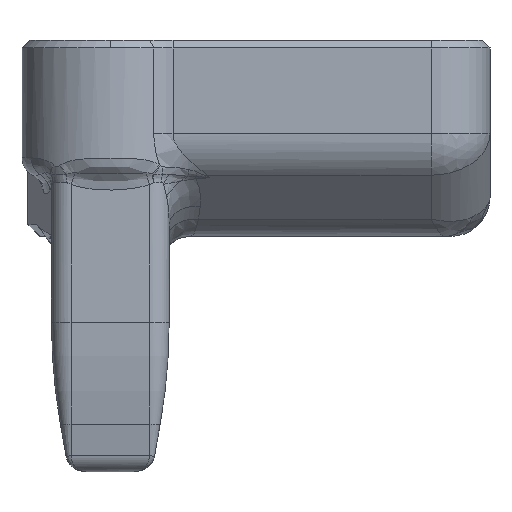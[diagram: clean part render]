
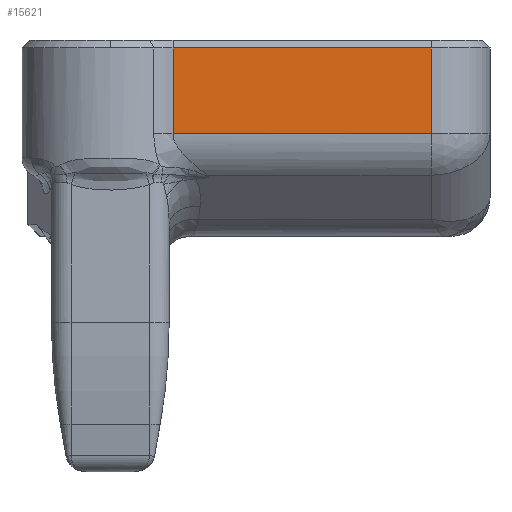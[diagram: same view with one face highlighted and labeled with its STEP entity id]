
A CAD part, left-side view. The second image highlights one B-rep face of the part: STEP entity #15621.
In plain terms, the highlighted planar face has unit normal (-1, 0, 0).
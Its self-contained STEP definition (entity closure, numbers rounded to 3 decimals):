
#432 = DIRECTION ( 'NONE',  ( 0., 0., -1. ) ) ;
#732 = FACE_OUTER_BOUND ( 'NONE', #3077, .T. ) ;
#958 = CARTESIAN_POINT ( 'NONE',  ( 0., 0., 5.243 ) ) ;
#1329 = LINE ( 'NONE', #6448, #16313 ) ;
#1499 = CARTESIAN_POINT ( 'NONE',  ( 0., -10.35, 5.243 ) ) ;
#2108 = LINE ( 'NONE', #12528, #4425 ) ;
#3077 = EDGE_LOOP ( 'NONE', ( #20498, #14524, #15457, #20117 ) ) ;
#3660 = CARTESIAN_POINT ( 'NONE',  ( 0., 0., 9.6 ) ) ;
#3978 = PLANE ( 'NONE',  #16080 ) ;
#4425 = VECTOR ( 'NONE', #14071, 1000. ) ;
#5048 = EDGE_CURVE ( 'NONE', #19473, #21515, #1329, .T. ) ;
#5132 = CARTESIAN_POINT ( 'NONE',  ( 0., 2.805, 9.6 ) ) ;
#5836 = LINE ( 'NONE', #3660, #20997 ) ;
#6448 = CARTESIAN_POINT ( 'NONE',  ( 0., 2.805, 5.243 ) ) ;
#7205 = DIRECTION ( 'NONE',  ( 0., 1., 0. ) ) ;
#7233 = CARTESIAN_POINT ( 'NONE',  ( 0., 2.805, 5.243 ) ) ;
#9540 = VERTEX_POINT ( 'NONE', #16364 ) ;
#11295 = DIRECTION ( 'NONE',  ( 0., -1., 0. ) ) ;
#12400 = DIRECTION ( 'NONE',  ( 0., 0., 1. ) ) ;
#12514 = LINE ( 'NONE', #958, #18268 ) ;
#12528 = CARTESIAN_POINT ( 'NONE',  ( 0., -10.35, 10. ) ) ;
#12844 = DIRECTION ( 'NONE',  ( -1., 0., 0. ) ) ;
#14071 = DIRECTION ( 'NONE',  ( 0., 0., 1. ) ) ;
#14524 = ORIENTED_EDGE ( 'NONE', *, *, #17395, .T. ) ;
#15457 = ORIENTED_EDGE ( 'NONE', *, *, #5048, .T. ) ;
#15621 = ADVANCED_FACE ( 'NONE', ( #732 ), #3978, .T. ) ;
#16080 = AXIS2_PLACEMENT_3D ( 'NONE', #17481, #12844, #12400 ) ;
#16313 = VECTOR ( 'NONE', #432, 1000. ) ;
#16364 = CARTESIAN_POINT ( 'NONE',  ( 0., -10.35, 9.6 ) ) ;
#17395 = EDGE_CURVE ( 'NONE', #9540, #19473, #5836, .T. ) ;
#17481 = CARTESIAN_POINT ( 'NONE',  ( 0., 0., 10. ) ) ;
#18268 = VECTOR ( 'NONE', #11295, 1000. ) ;
#18605 = EDGE_CURVE ( 'NONE', #19845, #9540, #2108, .T. ) ;
#19473 = VERTEX_POINT ( 'NONE', #5132 ) ;
#19845 = VERTEX_POINT ( 'NONE', #1499 ) ;
#20117 = ORIENTED_EDGE ( 'NONE', *, *, #20796, .T. ) ;
#20498 = ORIENTED_EDGE ( 'NONE', *, *, #18605, .T. ) ;
#20796 = EDGE_CURVE ( 'NONE', #21515, #19845, #12514, .T. ) ;
#20997 = VECTOR ( 'NONE', #7205, 1000. ) ;
#21515 = VERTEX_POINT ( 'NONE', #7233 ) ;
